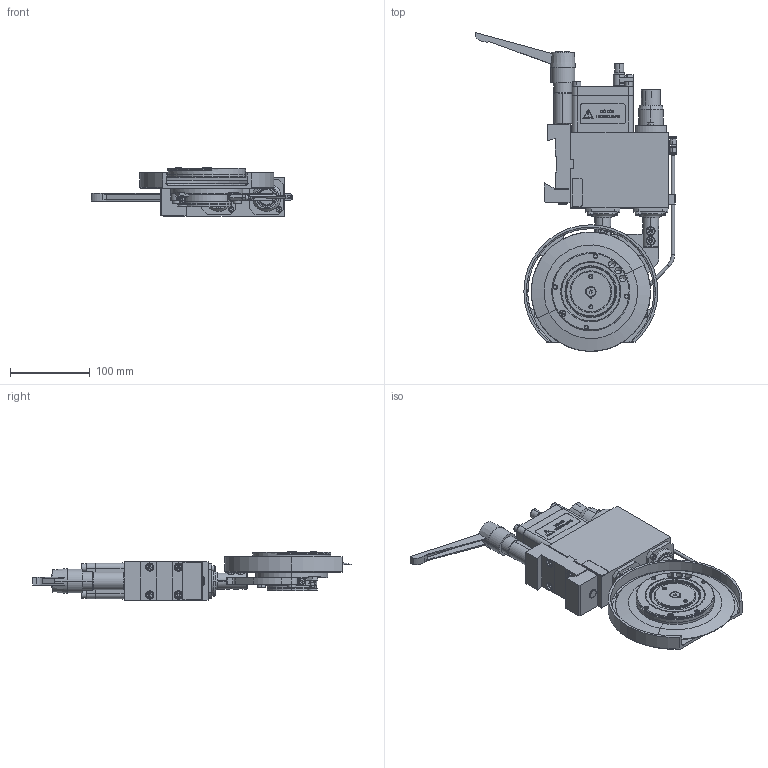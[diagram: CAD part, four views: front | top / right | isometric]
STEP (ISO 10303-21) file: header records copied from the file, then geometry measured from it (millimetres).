
FILE_DESCRIPTION (( 'STEP AP214' ), '1' );
FILE_NAME ('P3135-0001.STEP', '2022-06-23T12:44:53', ( '' ), ( '' ), 'SwSTEP 2.0', 'SolidWorks 2021', '' );
FILE_SCHEMA (( 'AUTOMOTIVE_DESIGN' ));
Length unit declared in the file: inch
Products named in the file (1): P3135-0001
Bounding box: 252.98 x 399.83 x 60.63 mm (x, y, z)
Surface area: 256094.8 mm2 (no closed solid volume)
Topology: 0 solids, 112 shells, 1043 faces, 3659 edges, 2634 vertices
Faces by surface type: plane 451, cylinder 325, cone 228, torus 31, bspline 6, sphere 2
Entity records: 59417 total; most frequent: CARTESIAN_POINT 14371, DIRECTION 6724, ORIENTED_EDGE 5808, EDGE_CURVE 3601, VERTEX_POINT 2633, AXIS2_PLACEMENT_3D 2416, VECTOR 1892, LINE 1892
